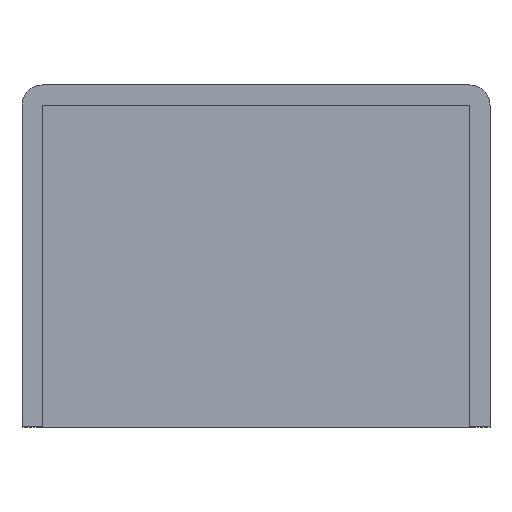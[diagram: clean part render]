
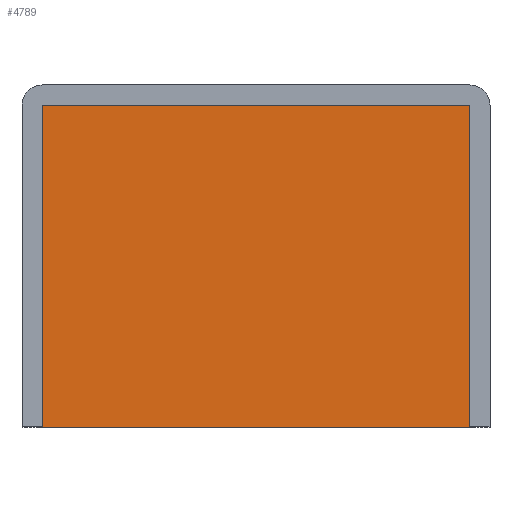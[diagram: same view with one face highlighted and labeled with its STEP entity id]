
A CAD part, top view. The second image highlights one B-rep face of the part: STEP entity #4789.
In plain terms, the highlighted planar face has unit normal (0, 0, 1).
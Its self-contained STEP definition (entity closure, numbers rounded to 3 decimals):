
#2765=DIRECTION('',(-1.,0.,0.));
#2766=VECTOR('',#2765,21.);
#2767=CARTESIAN_POINT('',(22.,0.,1.));
#2768=LINE('',#2767,#2766);
#2772=DIRECTION('',(-1.,0.,0.));
#2773=VECTOR('',#2772,21.);
#2774=CARTESIAN_POINT('',(22.,15.8,1.));
#2775=LINE('',#2774,#2773);
#2786=DIRECTION('',(0.,-1.,0.));
#2787=VECTOR('',#2786,15.8);
#2788=CARTESIAN_POINT('',(1.,15.8,1.));
#2789=LINE('',#2788,#2787);
#3361=DIRECTION('',(0.,1.,0.));
#3362=VECTOR('',#3361,15.8);
#3363=CARTESIAN_POINT('',(22.,0.,1.));
#3364=LINE('',#3363,#3362);
#4462=CARTESIAN_POINT('',(22.,15.8,1.));
#4463=CARTESIAN_POINT('',(1.,15.8,1.));
#4464=VERTEX_POINT('',#4462);
#4465=VERTEX_POINT('',#4463);
#4466=CARTESIAN_POINT('',(22.,0.,1.));
#4467=VERTEX_POINT('',#4466);
#4468=CARTESIAN_POINT('',(1.,0.,1.));
#4469=VERTEX_POINT('',#4468);
#4774=CARTESIAN_POINT('',(11.5,8.4,1.));
#4775=DIRECTION('',(0.,0.,1.));
#4776=DIRECTION('',(1.,0.,0.));
#4777=AXIS2_PLACEMENT_3D('',#4774,#4775,#4776);
#4778=PLANE('',#4777);
#4780=ORIENTED_EDGE('',*,*,#4779,.F.);
#4782=ORIENTED_EDGE('',*,*,#4781,.F.);
#4784=ORIENTED_EDGE('',*,*,#4783,.T.);
#4786=ORIENTED_EDGE('',*,*,#4785,.F.);
#4787=EDGE_LOOP('',(#4780,#4782,#4784,#4786));
#4788=FACE_OUTER_BOUND('',#4787,.F.);
#4779=EDGE_CURVE('',#4464,#4465,#2775,.T.);
#4781=EDGE_CURVE('',#4467,#4464,#3364,.T.);
#4783=EDGE_CURVE('',#4467,#4469,#2768,.T.);
#4785=EDGE_CURVE('',#4465,#4469,#2789,.T.);
#4789=ADVANCED_FACE('',(#4788),#4778,.T.);
